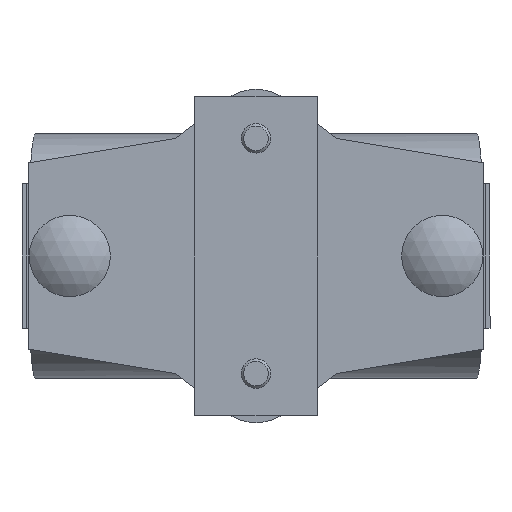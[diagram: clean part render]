
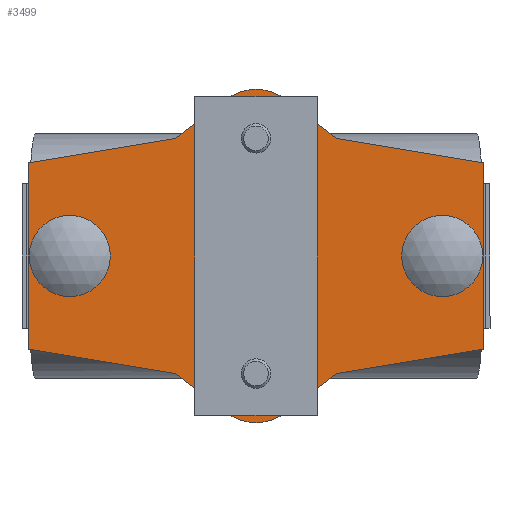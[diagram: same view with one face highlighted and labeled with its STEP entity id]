
A CAD part, left-side view. The second image highlights one B-rep face of the part: STEP entity #3499.
In plain terms, the highlighted planar face has unit normal (-1, 0, 0).
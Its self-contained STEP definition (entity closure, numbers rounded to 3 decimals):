
#198=LINE('',#6031,#536);
#199=LINE('',#6033,#537);
#200=LINE('',#6035,#538);
#201=LINE('',#6037,#539);
#202=LINE('',#6039,#540);
#203=LINE('',#6043,#541);
#204=LINE('',#6045,#542);
#205=LINE('',#6047,#543);
#206=LINE('',#6049,#544);
#207=LINE('',#6050,#545);
#536=VECTOR('',#4392,10.);
#537=VECTOR('',#4393,10.);
#538=VECTOR('',#4394,10.);
#539=VECTOR('',#4395,10.);
#540=VECTOR('',#4396,10.);
#541=VECTOR('',#4399,10.);
#542=VECTOR('',#4400,10.);
#543=VECTOR('',#4401,10.);
#544=VECTOR('',#4402,10.);
#545=VECTOR('',#4403,10.);
#817=FACE_BOUND('',#1158,.T.);
#818=FACE_BOUND('',#1159,.T.);
#819=FACE_BOUND('',#1160,.T.);
#820=FACE_BOUND('',#1161,.T.);
#821=FACE_BOUND('',#1162,.T.);
#916=FACE_OUTER_BOUND('',#1157,.T.);
#1157=EDGE_LOOP('',(#2590,#2591,#2592,#2593,#2594,#2595,#2596,#2597,#2598,
#2599,#2600,#2601));
#1158=EDGE_LOOP('',(#2602));
#1159=EDGE_LOOP('',(#2603));
#1160=EDGE_LOOP('',(#2604));
#1161=EDGE_LOOP('',(#2605));
#1162=EDGE_LOOP('',(#2606));
#1362=CIRCLE('',#3775,8.275);
#1369=CIRCLE('',#3796,8.275);
#1373=CIRCLE('',#3803,10.);
#1374=CIRCLE('',#3804,10.);
#1375=CIRCLE('',#3805,4.05);
#1376=CIRCLE('',#3806,3.25);
#1377=CIRCLE('',#3807,4.);
#1517=VERTEX_POINT('',#5924);
#1536=VERTEX_POINT('',#5987);
#1554=VERTEX_POINT('',#6027);
#1555=VERTEX_POINT('',#6028);
#1556=VERTEX_POINT('',#6030);
#1557=VERTEX_POINT('',#6032);
#1558=VERTEX_POINT('',#6034);
#1559=VERTEX_POINT('',#6036);
#1560=VERTEX_POINT('',#6038);
#1561=VERTEX_POINT('',#6040);
#1562=VERTEX_POINT('',#6042);
#1563=VERTEX_POINT('',#6044);
#1564=VERTEX_POINT('',#6046);
#1565=VERTEX_POINT('',#6048);
#1566=VERTEX_POINT('',#6051);
#1567=VERTEX_POINT('',#6053);
#1568=VERTEX_POINT('',#6055);
#1879=EDGE_CURVE('',#1517,#1517,#1362,.T.);
#1909=EDGE_CURVE('',#1536,#1536,#1369,.T.);
#1928=EDGE_CURVE('',#1554,#1555,#1373,.T.);
#1929=EDGE_CURVE('',#1556,#1554,#198,.T.);
#1930=EDGE_CURVE('',#1557,#1556,#199,.T.);
#1931=EDGE_CURVE('',#1558,#1557,#200,.T.);
#1932=EDGE_CURVE('',#1559,#1558,#201,.T.);
#1933=EDGE_CURVE('',#1560,#1559,#202,.T.);
#1934=EDGE_CURVE('',#1561,#1560,#1374,.T.);
#1935=EDGE_CURVE('',#1562,#1561,#203,.T.);
#1936=EDGE_CURVE('',#1563,#1562,#204,.T.);
#1937=EDGE_CURVE('',#1564,#1563,#205,.T.);
#1938=EDGE_CURVE('',#1565,#1564,#206,.T.);
#1939=EDGE_CURVE('',#1555,#1565,#207,.T.);
#1940=EDGE_CURVE('',#1566,#1566,#1375,.T.);
#1941=EDGE_CURVE('',#1567,#1567,#1376,.T.);
#1942=EDGE_CURVE('',#1568,#1568,#1377,.T.);
#2590=ORIENTED_EDGE('',*,*,#1928,.F.);
#2591=ORIENTED_EDGE('',*,*,#1929,.F.);
#2592=ORIENTED_EDGE('',*,*,#1930,.F.);
#2593=ORIENTED_EDGE('',*,*,#1931,.F.);
#2594=ORIENTED_EDGE('',*,*,#1932,.F.);
#2595=ORIENTED_EDGE('',*,*,#1933,.F.);
#2596=ORIENTED_EDGE('',*,*,#1934,.F.);
#2597=ORIENTED_EDGE('',*,*,#1935,.F.);
#2598=ORIENTED_EDGE('',*,*,#1936,.F.);
#2599=ORIENTED_EDGE('',*,*,#1937,.F.);
#2600=ORIENTED_EDGE('',*,*,#1938,.F.);
#2601=ORIENTED_EDGE('',*,*,#1939,.F.);
#2602=ORIENTED_EDGE('',*,*,#1879,.T.);
#2603=ORIENTED_EDGE('',*,*,#1909,.T.);
#2604=ORIENTED_EDGE('',*,*,#1940,.T.);
#2605=ORIENTED_EDGE('',*,*,#1941,.T.);
#2606=ORIENTED_EDGE('',*,*,#1942,.T.);
#3299=PLANE('',#3802);
#3499=ADVANCED_FACE('',(#916,#817,#818,#819,#820,#821),#3299,.F.);
#3775=AXIS2_PLACEMENT_3D('',#5925,#4296,#4297);
#3796=AXIS2_PLACEMENT_3D('',#5988,#4361,#4362);
#3802=AXIS2_PLACEMENT_3D('',#6026,#4388,#4389);
#3803=AXIS2_PLACEMENT_3D('',#6029,#4390,#4391);
#3804=AXIS2_PLACEMENT_3D('',#6041,#4397,#4398);
#3805=AXIS2_PLACEMENT_3D('',#6052,#4404,#4405);
#3806=AXIS2_PLACEMENT_3D('',#6054,#4406,#4407);
#3807=AXIS2_PLACEMENT_3D('',#6056,#4408,#4409);
#4296=DIRECTION('center_axis',(1.,0.,0.));
#4297=DIRECTION('ref_axis',(0.,1.,0.));
#4361=DIRECTION('center_axis',(1.,0.,0.));
#4362=DIRECTION('ref_axis',(0.,1.,0.));
#4388=DIRECTION('center_axis',(1.,0.,0.));
#4389=DIRECTION('ref_axis',(0.,1.,0.));
#4390=DIRECTION('center_axis',(1.,0.,0.));
#4391=DIRECTION('ref_axis',(0.,1.,0.));
#4392=DIRECTION('',(0.,-0.795,0.606));
#4393=DIRECTION('',(0.,-0.986,0.164));
#4394=DIRECTION('',(0.,0.,1.));
#4395=DIRECTION('',(0.,0.986,0.164));
#4396=DIRECTION('',(0.,0.795,0.606));
#4397=DIRECTION('center_axis',(1.,0.,0.));
#4398=DIRECTION('ref_axis',(0.,1.,0.));
#4399=DIRECTION('',(0.,0.795,-0.606));
#4400=DIRECTION('',(0.,0.986,-0.164));
#4401=DIRECTION('',(0.,0.,-1.));
#4402=DIRECTION('',(0.,-0.986,-0.164));
#4403=DIRECTION('',(0.,-0.795,-0.606));
#4404=DIRECTION('center_axis',(1.,0.,0.));
#4405=DIRECTION('ref_axis',(0.,-1.,0.));
#4406=DIRECTION('center_axis',(1.,0.,0.));
#4407=DIRECTION('ref_axis',(0.,-1.,0.));
#4408=DIRECTION('center_axis',(1.,0.,0.));
#4409=DIRECTION('ref_axis',(0.,-1.,0.));
#5924=CARTESIAN_POINT('',(0.,77.475,14.75));
#5925=CARTESIAN_POINT('Origin',(0.,85.75,
14.75));
#5987=CARTESIAN_POINT('',(0.,1.475,14.75));
#5988=CARTESIAN_POINT('Origin',(0.,9.75,
14.75));
#6026=CARTESIAN_POINT('Origin',(0.,47.75,
39.507));
#6027=CARTESIAN_POINT('',(0.,53.811,46.704));
#6028=CARTESIAN_POINT('',(0.,41.689,46.704));
#6029=CARTESIAN_POINT('Origin',(0.,47.75,
38.75));
#6030=CARTESIAN_POINT('',(0.,64.25,38.75));
#6031=CARTESIAN_POINT('',(0.,64.25,38.75));
#6032=CARTESIAN_POINT('',(0.,94.25,33.75));
#6033=CARTESIAN_POINT('',(0.,94.25,33.75));
#6034=CARTESIAN_POINT('',(0.,94.25,-4.25));
#6035=CARTESIAN_POINT('',(0.,94.25,-4.25));
#6036=CARTESIAN_POINT('',(0.,64.25,-9.25));
#6037=CARTESIAN_POINT('',(0.,64.25,-9.25));
#6038=CARTESIAN_POINT('',(0.,53.811,-17.204));
#6039=CARTESIAN_POINT('',(0.,53.811,-17.204));
#6040=CARTESIAN_POINT('',(0.,41.689,-17.204));
#6041=CARTESIAN_POINT('Origin',(0.,47.75,
-9.25));
#6042=CARTESIAN_POINT('',(0.,31.25,-9.25));
#6043=CARTESIAN_POINT('',(0.,31.25,-9.25));
#6044=CARTESIAN_POINT('',(0.,1.25,-4.25));
#6045=CARTESIAN_POINT('',(0.,1.25,-4.25));
#6046=CARTESIAN_POINT('',(0.,1.25,33.75));
#6047=CARTESIAN_POINT('',(0.,1.25,33.75));
#6048=CARTESIAN_POINT('',(0.,31.25,38.75));
#6049=CARTESIAN_POINT('',(0.,31.25,38.75));
#6050=CARTESIAN_POINT('',(0.,41.689,46.704));
#6051=CARTESIAN_POINT('',(0.,51.8,-9.25));
#6052=CARTESIAN_POINT('Origin',(0.,47.75,
-9.25));
#6053=CARTESIAN_POINT('',(0.,51.,38.75));
#6054=CARTESIAN_POINT('Origin',(0.,47.75,
38.75));
#6055=CARTESIAN_POINT('',(0.,51.75,14.75));
#6056=CARTESIAN_POINT('Origin',(0.,47.75,14.75));
